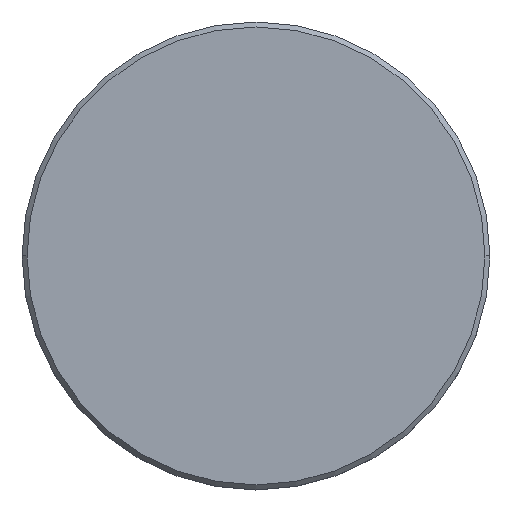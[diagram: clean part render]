
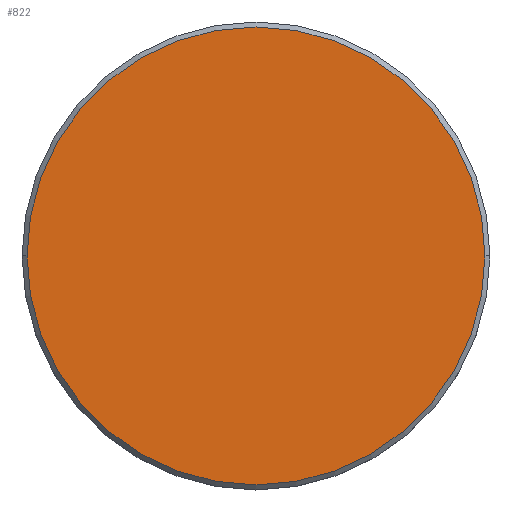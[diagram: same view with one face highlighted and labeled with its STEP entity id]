
A CAD part, top view. The second image highlights one B-rep face of the part: STEP entity #822.
In plain terms, the highlighted planar face has unit normal (0, 0, 1).
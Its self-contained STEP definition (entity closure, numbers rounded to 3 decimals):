
#5 = CIRCLE ( 'NONE', #771, 23. ) ;
#6 = CARTESIAN_POINT ( 'NONE',  ( 0., 0., 0. ) ) ;
#51 = CARTESIAN_POINT ( 'NONE',  ( -23., 0., 0. ) ) ;
#189 = CARTESIAN_POINT ( 'NONE',  ( 0., 0., 0. ) ) ;
#202 = VERTEX_POINT ( 'NONE', #51 ) ;
#206 = DIRECTION ( 'NONE',  ( 0., 0., 1. ) ) ;
#224 = VERTEX_POINT ( 'NONE', #347 ) ;
#233 = EDGE_CURVE ( 'NONE', #202, #224, #383, .T. ) ;
#255 = DIRECTION ( 'NONE',  ( 0., 0., 1. ) ) ;
#281 = AXIS2_PLACEMENT_3D ( 'NONE', #356, #255, #612 ) ;
#294 = PLANE ( 'NONE',  #1130 ) ;
#347 = CARTESIAN_POINT ( 'NONE',  ( 23., 0., 0. ) ) ;
#356 = CARTESIAN_POINT ( 'NONE',  ( 0., 0., 0. ) ) ;
#383 = CIRCLE ( 'NONE', #281, 23. ) ;
#389 = ORIENTED_EDGE ( 'NONE', *, *, #233, .T. ) ;
#415 = EDGE_CURVE ( 'NONE', #224, #202, #5, .T. ) ;
#554 = EDGE_LOOP ( 'NONE', ( #389, #570 ) ) ;
#570 = ORIENTED_EDGE ( 'NONE', *, *, #415, .T. ) ;
#612 = DIRECTION ( 'NONE',  ( 1., 0., 0. ) ) ;
#643 = FACE_OUTER_BOUND ( 'NONE', #554, .T. ) ;
#651 = DIRECTION ( 'NONE',  ( 1., 0., 0. ) ) ;
#771 = AXIS2_PLACEMENT_3D ( 'NONE', #6, #1095, #1078 ) ;
#822 = ADVANCED_FACE ( 'NONE', ( #643 ), #294, .T. ) ;
#1078 = DIRECTION ( 'NONE',  ( 1., 0., 0. ) ) ;
#1095 = DIRECTION ( 'NONE',  ( 0., 0., 1. ) ) ;
#1130 = AXIS2_PLACEMENT_3D ( 'NONE', #189, #206, #651 ) ;
